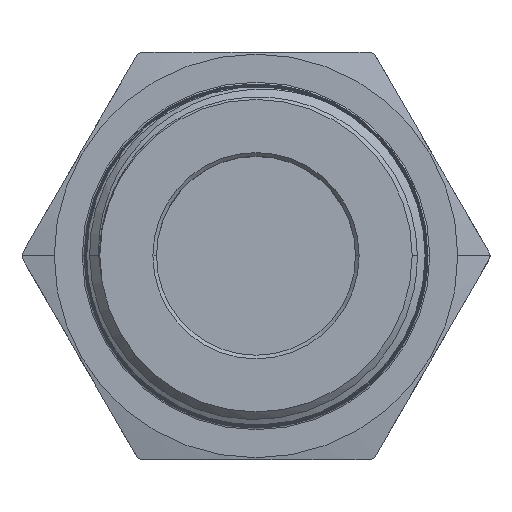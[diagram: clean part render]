
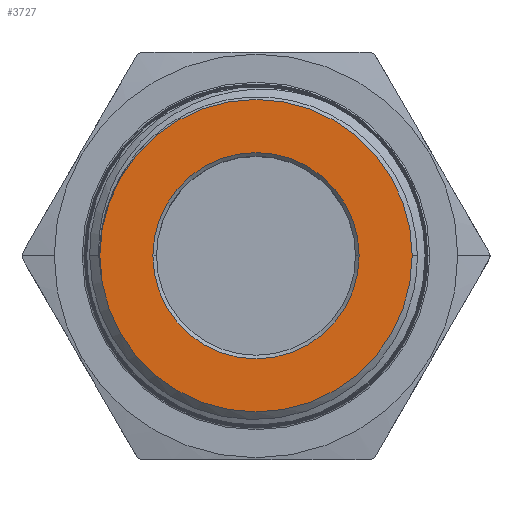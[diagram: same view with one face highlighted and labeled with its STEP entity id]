
A CAD part, top view. The second image highlights one B-rep face of the part: STEP entity #3727.
In plain terms, the highlighted planar face has unit normal (0, 0, 1).
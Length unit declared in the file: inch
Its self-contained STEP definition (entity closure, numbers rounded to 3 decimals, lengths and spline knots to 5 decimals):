
#80 = CARTESIAN_POINT ( 'NONE',  ( 0., 0., 1.11 ) ) ;
#81 = DIRECTION ( 'NONE',  ( 0., 0., 1. ) ) ;
#82 = DIRECTION ( 'NONE',  ( 1., 0., 0. ) ) ;
#290 = EDGE_CURVE ( 'NONE', #2826, #2857, #3147, .T. ) ;
#1527 = CARTESIAN_POINT ( 'NONE',  ( 0.57, 0., 1.11 ) ) ;
#1541 = CARTESIAN_POINT ( 'NONE',  ( -0.86325, 0., 1.11 ) ) ;
#1838 = DIRECTION ( 'NONE',  ( 0., 0., 1. ) ) ;
#1840 = CARTESIAN_POINT ( 'NONE',  ( 0., 0., 1.11 ) ) ;
#1842 = PLANE ( 'NONE',  #4648 ) ;
#1844 = DIRECTION ( 'NONE',  ( 1., 0., 0. ) ) ;
#2825 = VERTEX_POINT ( 'NONE', #6132 ) ;
#2826 = VERTEX_POINT ( 'NONE', #6133 ) ;
#2857 = VERTEX_POINT ( 'NONE', #1527 ) ;
#2871 = VERTEX_POINT ( 'NONE', #1541 ) ;
#2998 = ORIENTED_EDGE ( 'NONE', *, *, #5362, .F. ) ;
#2999 = ORIENTED_EDGE ( 'NONE', *, *, #5367, .F. ) ;
#3000 = ORIENTED_EDGE ( 'NONE', *, *, #5376, .F. ) ;
#3001 = ORIENTED_EDGE ( 'NONE', *, *, #290, .F. ) ;
#3045 = EDGE_LOOP ( 'NONE', ( #3000, #3001 ) ) ;
#3050 = EDGE_LOOP ( 'NONE', ( #2998, #2999 ) ) ;
#3147 = CIRCLE ( 'NONE', #4615, 0.57 ) ;
#3197 = FACE_OUTER_BOUND ( 'NONE', #3050, .T. ) ;
#3213 = FACE_BOUND ( 'NONE', #3045, .T. ) ;
#3323 = CIRCLE ( 'NONE', #4695, 0.86325 ) ;
#3324 = CIRCLE ( 'NONE', #4696, 0.86325 ) ;
#3333 = CIRCLE ( 'NONE', #4699, 0.57 ) ;
#3727 = ADVANCED_FACE ( 'NONE', ( #3197, #3213 ), #1842, .T. ) ;
#4615 = AXIS2_PLACEMENT_3D ( 'NONE', #80, #81, #82 ) ;
#4648 = AXIS2_PLACEMENT_3D ( 'NONE', #1840, #1838, #1844 ) ;
#4695 = AXIS2_PLACEMENT_3D ( 'NONE', #7165, #7166, #7167 ) ;
#4696 = AXIS2_PLACEMENT_3D ( 'NONE', #7229, #7230, #7231 ) ;
#4699 = AXIS2_PLACEMENT_3D ( 'NONE', #7388, #7389, #7390 ) ;
#5362 = EDGE_CURVE ( 'NONE', #2871, #2825, #3323, .T. ) ;
#5367 = EDGE_CURVE ( 'NONE', #2825, #2871, #3324, .T. ) ;
#5376 = EDGE_CURVE ( 'NONE', #2857, #2826, #3333, .T. ) ;
#6132 = CARTESIAN_POINT ( 'NONE',  ( 0.86325, 0., 1.11 ) ) ;
#6133 = CARTESIAN_POINT ( 'NONE',  ( -0.57, 0., 1.11 ) ) ;
#7165 = CARTESIAN_POINT ( 'NONE',  ( 0., 0., 1.11 ) ) ;
#7166 = DIRECTION ( 'NONE',  ( 0., 0., -1. ) ) ;
#7167 = DIRECTION ( 'NONE',  ( -1., 0., 0. ) ) ;
#7229 = CARTESIAN_POINT ( 'NONE',  ( 0., 0., 1.11 ) ) ;
#7230 = DIRECTION ( 'NONE',  ( 0., 0., -1. ) ) ;
#7231 = DIRECTION ( 'NONE',  ( -1., 0., 0. ) ) ;
#7388 = CARTESIAN_POINT ( 'NONE',  ( 0., 0., 1.11 ) ) ;
#7389 = DIRECTION ( 'NONE',  ( 0., 0., 1. ) ) ;
#7390 = DIRECTION ( 'NONE',  ( 1., 0., 0. ) ) ;
